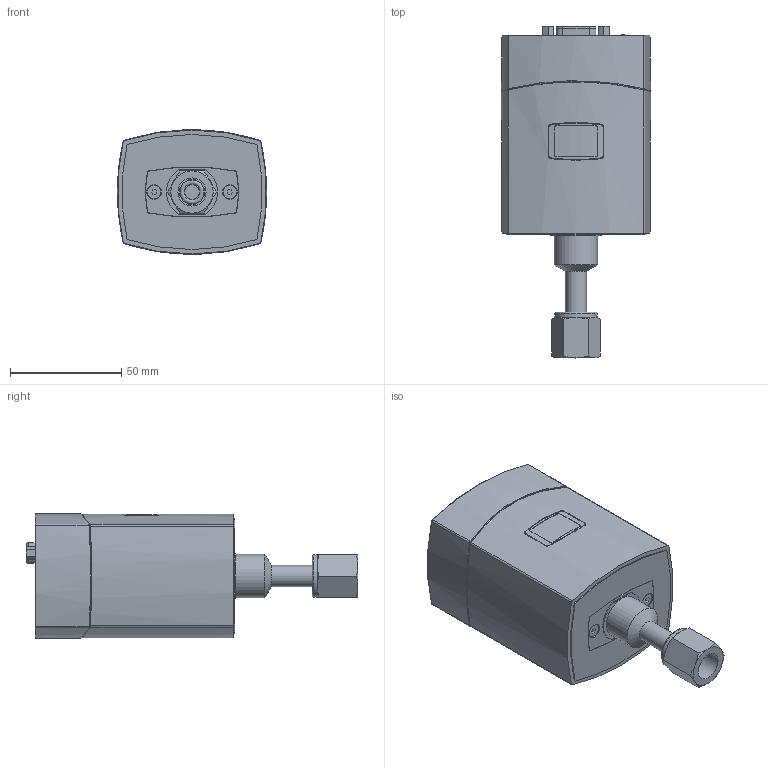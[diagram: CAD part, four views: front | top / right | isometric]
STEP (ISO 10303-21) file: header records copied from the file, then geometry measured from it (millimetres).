
FILE_DESCRIPTION((''),'2;1');
FILE_NAME('MPCG55x_Plug_RS485_4VCR.stp','2013-04-04T08:37:00',('BEM'),(''),'Autodesk Inventor 2012','Autodesk Inventor 2012','');
FILE_SCHEMA(('AUTOMOTIVE_DESIGN { 1 0 10303 214 1 1 1 1 }'));
Length unit declared in the file: millimetre
Products named in the file (1): Bauteil24
Bounding box: 67 x 149 x 56 mm (x, y, z)
Volume: 76970.4 mm3; surface area: 71033.2 mm2
Topology: 3 solids, 3 shells, 1100 faces, 2892 edges, 1893 vertices
Faces by surface type: plane 747, cylinder 262, cone 44, bspline 26, torus 21
Full cylindrical faces by diameter (mm): 1.1 x2, 1.3 x3, 2.156 x2, 2.6 x4, 2.8 x3, 2.845 x1, 2.9 x3, 3 x7, 3.2 x4, 3.4 x3, 3.6 x2, 4 x1, 4.2 x1, 6.4 x1, 6.5 x1, 7.9 x1, 9.525 x1, 9.9 x1, 11.3 x1, 12.6 x1, 16 x1, 18 x1, 19 x2, 19.5 x1
Entity records: 35298 total; most frequent: CARTESIAN_POINT 7231, ORIENTED_EDGE 5606, DIRECTION 5285, EDGE_CURVE 2803, VECTOR 2071, LINE 2071, VERTEX_POINT 1879, AXIS2_PLACEMENT_3D 1607
